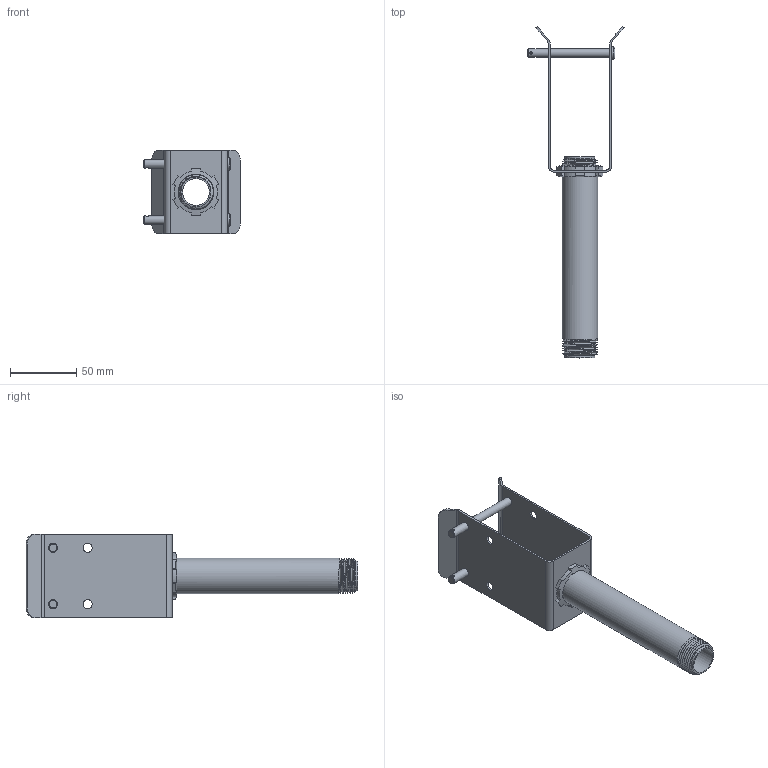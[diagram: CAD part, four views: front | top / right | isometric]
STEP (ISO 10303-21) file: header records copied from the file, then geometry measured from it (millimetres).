
FILE_DESCRIPTION(/* description */ (''),/* implementation_level */ '2;1');
FILE_NAME(/* name */ 'Camera brkt assembly.stp',/* time_stamp */ '2024-01-22T13:12:18-05:00',/* author */ ('DanielTentori'),/* organization */ (''),/* preprocessor_version */ 'ST-DEVELOPER v19',/* originating_system */ 'Autodesk Inventor 2023',/* authorisation */ '');
FILE_SCHEMA (('AUTOMOTIVE_DESIGN { 1 0 10303 214 3 1 1 }'));
Products named in the file (5): Nordstrom camera brkt assy; GRAINGER-6P814; 7513K242_3 4 NPSM Zinc-Plated Steel Locknut for Metal Medium- and Thi
ck-Wall Steel Conduit; ANSI B18.8.1 - PIN. CLEVIS. 0.25 x 2.5; Nordstrom camera brkt with flanges
Assembly tree (6 placements, depth 2):
  Nordstrom camera brkt assy
    GRAINGER-6P814
    7513K242_3 4 NPSM Zinc-Plated Steel Locknut for Metal Medium- and Thi
ck-Wall Steel Conduit  x2
    ANSI B18.8.1 - PIN. CLEVIS. 0.25 x 2.5  x2
    Nordstrom camera brkt with flanges
Bounding box: 73.05 x 251.4 x 63.5 mm (x, y, z)
Volume: 101252.8 mm3; surface area: 88586.2 mm2
Topology: 7 solids, 7 shells, 215 faces, 617 edges, 416 vertices
Faces by surface type: plane 62, cone 60, bspline 50, cylinder 43
Full cylindrical faces by diameter (mm): 1.854 x2, 6.35 x2, 6.731 x8, 9.652 x2, 20.29 x2, 26.897 x2, 28.194 x1
Entity records: 33620 total; most frequent: CARTESIAN_POINT 29289, ORIENTED_EDGE 966, DIRECTION 659, EDGE_CURVE 483, VERTEX_POINT 327, AXIS2_PLACEMENT_3D 233, LINE 193, VECTOR 193
